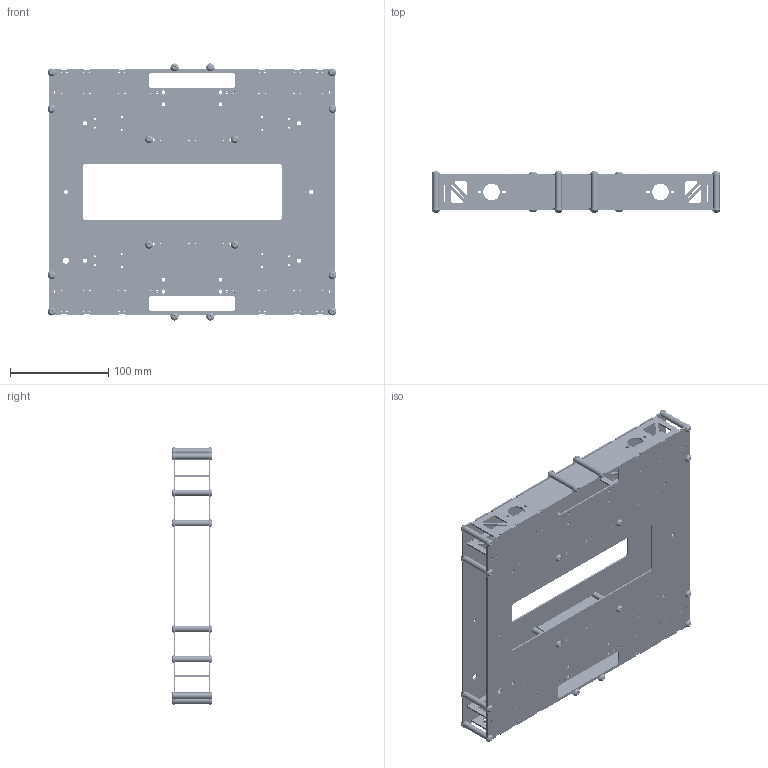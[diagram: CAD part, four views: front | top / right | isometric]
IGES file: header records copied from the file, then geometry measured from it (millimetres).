
Start section: SolidWorks IGES file using analytic representation for surfaces
Global section: file name: 207_Bot1_17100.IGS; native system: SolidWorks 2016; preprocessor: SolidWorks 2016; author: Elias; date: 170809.231644; units: inch
Bounding box: 294 x 41.48 x 262 mm (x, y, z)
Surface area: 335928.8 mm2 (no closed solid volume)
Topology: 0 solids, 0 shells, 2880 faces, 42016 edges, 42016 vertices
Faces by surface type: revolution 1676, bspline 1204
